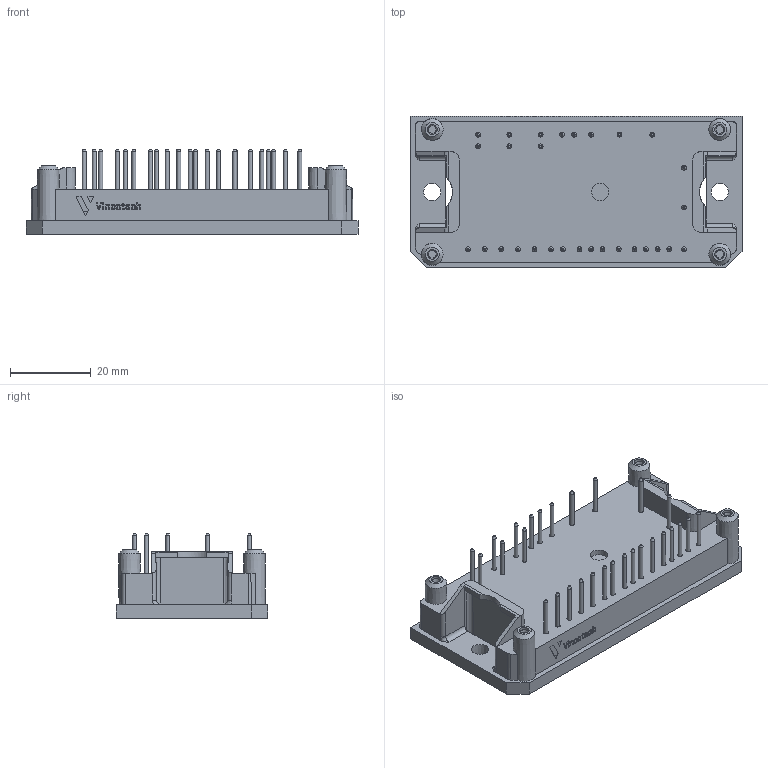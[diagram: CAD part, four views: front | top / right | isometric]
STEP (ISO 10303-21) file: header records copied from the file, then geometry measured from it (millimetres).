
FILE_DESCRIPTION(/* description */ ('Unknown'),/* implementation_level */ '2;1');
FILE_NAME(/* name */ 'Flow1-4T17W-P300(290)-01-OL',/* time_stamp */ '2016-12-01T16:30:24+01:00',/* author */ ('Unknown'),/* organization */ ('Unknown'),/* preprocessor_version */ 'ST-DEVELOPER v16',/* originating_system */ 'DEX',/* authorisation */ $);
FILE_SCHEMA (('AUTOMOTIVE_DESIGN {1 0 10303 214 3 1 1}'));
Length unit declared in the file: millimetre
Products named in the file (1): Flow1-4T17W-P300-01-OL
Bounding box: 82 x 37.4 x 21.23 mm (x, y, z)
Volume: 28506.4 mm3; surface area: 12749.6 mm2
Topology: 12 solids, 12 shells, 518 faces, 1276 edges, 847 vertices
Faces by surface type: plane 271, cone 86, cylinder 81, bspline 80
Full cylindrical faces by diameter (mm): 1 x29, 1.2 x29, 2.4 x4, 4.3 x1
Entity records: 18135 total; most frequent: CARTESIAN_POINT 4673, ORIENTED_EDGE 2132, DIRECTION 2044, EDGE_CURVE 1066, VERTEX_POINT 776, EDGE_LOOP 734, FACE_BOUND 734, AXIS2_PLACEMENT_3D 715
